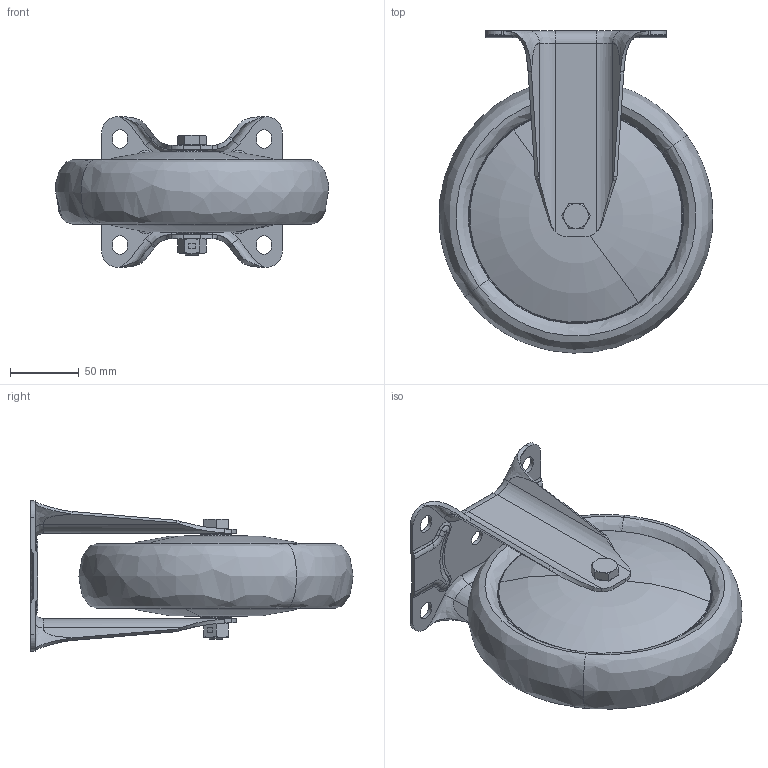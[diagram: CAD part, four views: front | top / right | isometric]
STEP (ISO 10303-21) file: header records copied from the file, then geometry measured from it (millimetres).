
FILE_DESCRIPTION (( 'STEP AP214' ), '1' );
FILE_NAME ('0055767.step', '2023-10-13T11:28:17', ( '' ), ( '' ), 'SwSTEP 2.0', 'SolidWorks 2020', '' );
FILE_SCHEMA (( 'AUTOMOTIVE_DESIGN' ));
Length unit declared in the file: millimetre
Products named in the file (1): 0055767
Bounding box: 199.34 x 234.99 x 110 mm (x, y, z)
Volume: 928428 mm3; surface area: 337612.2 mm2
Topology: 8 solids, 8 shells, 531 faces, 1368 edges, 827 vertices
Faces by surface type: bspline 132, torus 115, plane 108, cylinder 92, cone 64, sphere 20
Entity records: 33609 total; most frequent: CARTESIAN_POINT 15762, ORIENTED_EDGE 2656, DIRECTION 2360, EDGE_CURVE 1328, AXIS2_PLACEMENT_3D 1003, VERTEX_POINT 807, CIRCLE 603, EDGE_LOOP 571
